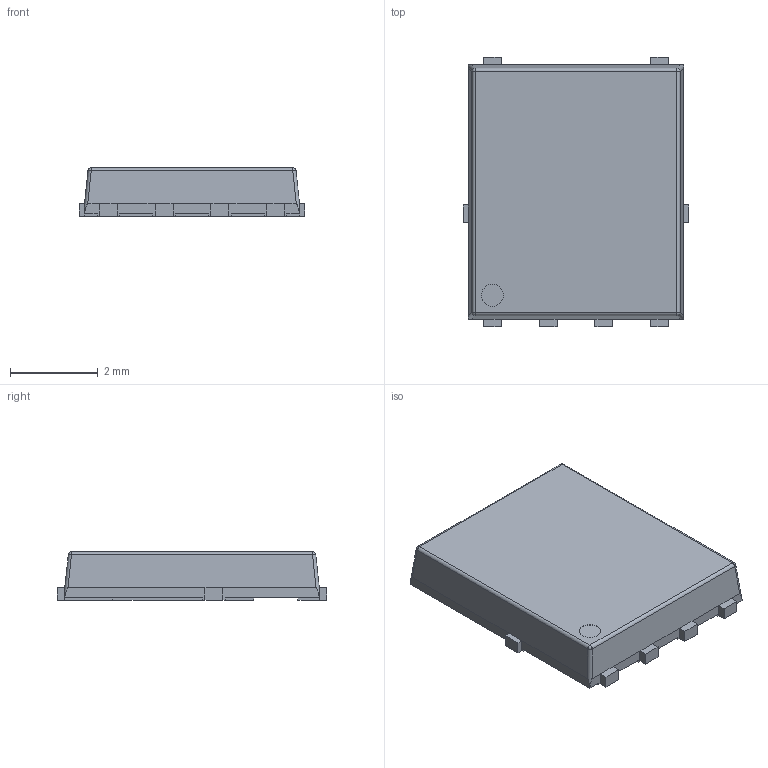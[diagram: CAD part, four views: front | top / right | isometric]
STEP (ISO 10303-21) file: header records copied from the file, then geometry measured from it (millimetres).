
FILE_DESCRIPTION(/* description */ (''),/* implementation_level */ '2;1');
FILE_NAME(/* name */ 'ON Semi - SO8-FL.step',/* time_stamp */ '2019-11-23T14:02:27+00:00',/* author */ (''),/* organization */ (''),/* preprocessor_version */ 'ST-DEVELOPER v18',/* originating_system */ 'Autodesk Translation Framework v8.12.0.6',/* authorisation */ '');
FILE_SCHEMA (('AUTOMOTIVE_DESIGN { 1 0 10303 214 3 1 1 }'));
Length unit declared in the file: millimetre
Products named in the file (1): ON Semi - SO8-FL
Bounding box: 5.15 x 6.15 x 1.1 mm (x, y, z)
Volume: 30.1 mm3; surface area: 79.9 mm2
Topology: 1 solids, 1 shells, 102 faces, 275 edges, 176 vertices
Faces by surface type: plane 87, cylinder 11, sphere 4
Full cylindrical faces by diameter (mm): 0.5 x1
Entity records: 3223 total; most frequent: CARTESIAN_POINT 554, ORIENTED_EDGE 550, DIRECTION 513, EDGE_CURVE 275, LINE 243, VECTOR 243, VERTEX_POINT 176, AXIS2_PLACEMENT_3D 135
